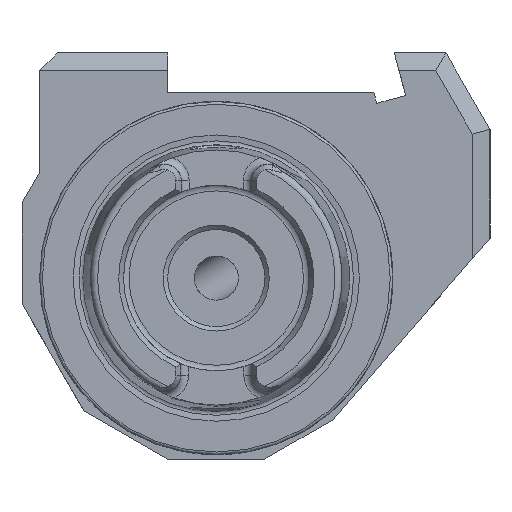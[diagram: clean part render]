
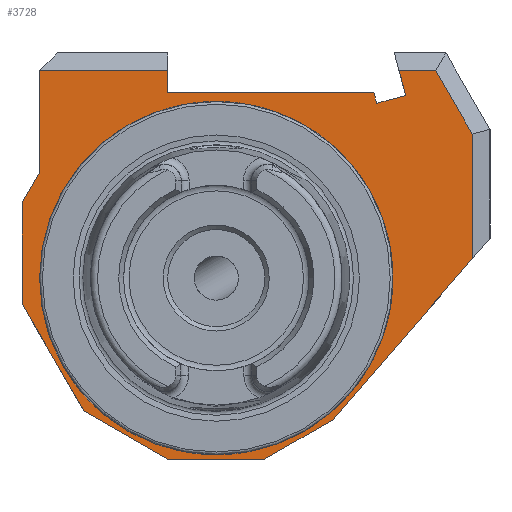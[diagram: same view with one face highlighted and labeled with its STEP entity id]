
A CAD part, left-side view. The second image highlights one B-rep face of the part: STEP entity #3728.
In plain terms, the highlighted planar face has unit normal (-1, 0, 0).
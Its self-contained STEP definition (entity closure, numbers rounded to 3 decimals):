
#130 = VECTOR ( 'NONE', #9321, 1000. ) ;
#188 = CARTESIAN_POINT ( 'NONE',  ( 35., 2.5, 23.5 ) ) ;
#416 = CARTESIAN_POINT ( 'NONE',  ( 35., 20., 12. ) ) ;
#463 = EDGE_CURVE ( 'NONE', #11813, #4475, #4414, .T. ) ;
#523 = CARTESIAN_POINT ( 'NONE',  ( 35., -18.174, 19.79 ) ) ;
#623 = EDGE_CURVE ( 'NONE', #5858, #5858, #7139, .T. ) ;
#654 = LINE ( 'NONE', #13438, #9810 ) ;
#667 = VERTEX_POINT ( 'NONE', #2207 ) ;
#709 = ORIENTED_EDGE ( 'NONE', *, *, #9221, .T. ) ;
#767 = VERTEX_POINT ( 'NONE', #2960 ) ;
#921 = ORIENTED_EDGE ( 'NONE', *, *, #2891, .T. ) ;
#942 = LINE ( 'NONE', #2691, #11060 ) ;
#944 = CARTESIAN_POINT ( 'NONE',  ( 35., -14.433, -14.649 ) ) ;
#1028 = ORIENTED_EDGE ( 'NONE', *, *, #12460, .T. ) ;
#1135 = VERTEX_POINT ( 'NONE', #11646 ) ;
#1155 = CARTESIAN_POINT ( 'NONE',  ( 35., 18.379, -9.167 ) ) ;
#1273 = ORIENTED_EDGE ( 'NONE', *, *, #2434, .T. ) ;
#1303 = FACE_BOUND ( 'NONE', #2342, .T. ) ;
#1356 = DIRECTION ( 'NONE',  ( 0., 0., -1. ) ) ;
#1703 = EDGE_CURVE ( 'NONE', #1726, #2994, #10253, .T. ) ;
#1726 = VERTEX_POINT ( 'NONE', #13092 ) ;
#1731 = DIRECTION ( 'NONE',  ( 0., 0.259, 0.966 ) ) ;
#1799 = EDGE_CURVE ( 'NONE', #7807, #6066, #942, .T. ) ;
#1831 = VERTEX_POINT ( 'NONE', #11346 ) ;
#1873 = DIRECTION ( 'NONE',  ( 0., 0., -1. ) ) ;
#1891 = ORIENTED_EDGE ( 'NONE', *, *, #4317, .T. ) ;
#1981 = ORIENTED_EDGE ( 'NONE', *, *, #2048, .T. ) ;
#2004 = DIRECTION ( 'NONE',  ( 0., 0., 1. ) ) ;
#2047 = LINE ( 'NONE', #8523, #11867 ) ;
#2048 = EDGE_CURVE ( 'NONE', #7636, #13458, #6136, .T. ) ;
#2058 = CARTESIAN_POINT ( 'NONE',  ( 35., 12.125, -16.671 ) ) ;
#2168 = ORIENTED_EDGE ( 'NONE', *, *, #4732, .T. ) ;
#2207 = CARTESIAN_POINT ( 'NONE',  ( 35., 5.493, -20.5 ) ) ;
#2342 = EDGE_LOOP ( 'NONE', ( #12580 ) ) ;
#2434 = EDGE_CURVE ( 'NONE', #1135, #6086, #13144, .T. ) ;
#2532 = EDGE_CURVE ( 'NONE', #1831, #11813, #2047, .T. ) ;
#2660 = EDGE_CURVE ( 'NONE', #6066, #1726, #12019, .T. ) ;
#2691 = CARTESIAN_POINT ( 'NONE',  ( 35., -21.737, 6.494 ) ) ;
#2890 = DIRECTION ( 'NONE',  ( 0., -0.259, -0.966 ) ) ;
#2891 = EDGE_CURVE ( 'NONE', #8651, #12135, #8078, .T. ) ;
#2916 = EDGE_CURVE ( 'NONE', #3843, #3078, #10879, .T. ) ;
#2960 = CARTESIAN_POINT ( 'NONE',  ( 35., 22., 8.536 ) ) ;
#2994 = VERTEX_POINT ( 'NONE', #11172 ) ;
#3078 = VERTEX_POINT ( 'NONE', #13013 ) ;
#3118 = VECTOR ( 'NONE', #11513, 1000. ) ;
#3183 = DIRECTION ( 'NONE',  ( 0., 0., -1. ) ) ;
#3452 = LINE ( 'NONE', #2058, #6543 ) ;
#3556 = CARTESIAN_POINT ( 'NONE',  ( 35., 0., -17.5 ) ) ;
#3728 = ADVANCED_FACE ( 'NONE', ( #9962, #1303 ), #6470, .F. ) ;
#3843 = VERTEX_POINT ( 'NONE', #9676 ) ;
#4153 = ORIENTED_EDGE ( 'NONE', *, *, #2532, .T. ) ;
#4264 = DIRECTION ( 'NONE',  ( 0., 1., 0. ) ) ;
#4317 = EDGE_CURVE ( 'NONE', #13458, #667, #3452, .T. ) ;
#4375 = VECTOR ( 'NONE', #8405, 1000. ) ;
#4400 = VECTOR ( 'NONE', #10744, 1000. ) ;
#4414 = LINE ( 'NONE', #944, #7476 ) ;
#4475 = VERTEX_POINT ( 'NONE', #11305 ) ;
#4519 = CARTESIAN_POINT ( 'NONE',  ( 35., 2.5, 21. ) ) ;
#4732 = EDGE_CURVE ( 'NONE', #2994, #8651, #7521, .T. ) ;
#4812 = EDGE_CURVE ( 'NONE', #3078, #7807, #11628, .T. ) ;
#4828 = AXIS2_PLACEMENT_3D ( 'NONE', #6452, #6412, #1356 ) ;
#4922 = CARTESIAN_POINT ( 'NONE',  ( 35., 20.821, 10.578 ) ) ;
#5167 = VECTOR ( 'NONE', #10759, 1000. ) ;
#5231 = DIRECTION ( 'NONE',  ( 0., -0.866, -0.5 ) ) ;
#5262 = ORIENTED_EDGE ( 'NONE', *, *, #4812, .T. ) ;
#5355 = VECTOR ( 'NONE', #7083, 1000. ) ;
#5565 = CARTESIAN_POINT ( 'NONE',  ( 35., 15.007, -15.007 ) ) ;
#5858 = VERTEX_POINT ( 'NONE', #3556 ) ;
#6066 = VERTEX_POINT ( 'NONE', #11233 ) ;
#6086 = VERTEX_POINT ( 'NONE', #9080 ) ;
#6136 = LINE ( 'NONE', #1155, #10902 ) ;
#6385 = VECTOR ( 'NONE', #4264, 1000. ) ;
#6412 = DIRECTION ( 'NONE',  ( 1., 0., 0. ) ) ;
#6452 = CARTESIAN_POINT ( 'NONE',  ( 35., 0., 0. ) ) ;
#6470 = PLANE ( 'NONE',  #6661 ) ;
#6481 = VECTOR ( 'NONE', #2004, 1000. ) ;
#6543 = VECTOR ( 'NONE', #5231, 1000. ) ;
#6661 = AXIS2_PLACEMENT_3D ( 'NONE', #9545, #10549, #3183 ) ;
#7083 = DIRECTION ( 'NONE',  ( 0., 0.5, -0.866 ) ) ;
#7139 = CIRCLE ( 'NONE', #4828, 17.5 ) ;
#7201 = CARTESIAN_POINT ( 'NONE',  ( 35., -29., 0. ) ) ;
#7476 = VECTOR ( 'NONE', #8424, 1000. ) ;
#7521 = LINE ( 'NONE', #188, #6385 ) ;
#7636 = VERTEX_POINT ( 'NONE', #9607 ) ;
#7807 = VERTEX_POINT ( 'NONE', #523 ) ;
#7855 = ORIENTED_EDGE ( 'NONE', *, *, #9187, .T. ) ;
#7956 = CARTESIAN_POINT ( 'NONE',  ( 35., -25.021, 7.374 ) ) ;
#8078 = LINE ( 'NONE', #11265, #9231 ) ;
#8118 = LINE ( 'NONE', #8360, #130 ) ;
#8305 = DIRECTION ( 'NONE',  ( 0., 0., -1. ) ) ;
#8360 = CARTESIAN_POINT ( 'NONE',  ( 35., 2.5, 23.5 ) ) ;
#8405 = DIRECTION ( 'NONE',  ( 0., 0.5, 0.866 ) ) ;
#8424 = DIRECTION ( 'NONE',  ( 0., -0.654, 0.756 ) ) ;
#8523 = CARTESIAN_POINT ( 'NONE',  ( 35., -8.375, -18.836 ) ) ;
#8651 = VERTEX_POINT ( 'NONE', #10401 ) ;
#8678 = ORIENTED_EDGE ( 'NONE', *, *, #2916, .T. ) ;
#8791 = VECTOR ( 'NONE', #11985, 1000. ) ;
#9080 = CARTESIAN_POINT ( 'NONE',  ( 35., -24.845, 23.5 ) ) ;
#9181 = CARTESIAN_POINT ( 'NONE',  ( 35., -13.243, -16.026 ) ) ;
#9187 = EDGE_CURVE ( 'NONE', #6086, #3843, #8118, .T. ) ;
#9221 = EDGE_CURVE ( 'NONE', #4475, #1135, #10914, .T. ) ;
#9231 = VECTOR ( 'NONE', #1873, 1000. ) ;
#9288 = CARTESIAN_POINT ( 'NONE',  ( 35., 2.5, -20.5 ) ) ;
#9321 = DIRECTION ( 'NONE',  ( 0., 1., 0. ) ) ;
#9505 = DIRECTION ( 'NONE',  ( 0., -0.5, -0.866 ) ) ;
#9545 = CARTESIAN_POINT ( 'NONE',  ( 35., 2.5, 0. ) ) ;
#9577 = DIRECTION ( 'NONE',  ( 0., -0.866, 0.5 ) ) ;
#9579 = CARTESIAN_POINT ( 'NONE',  ( 35., 6.063, 13.296 ) ) ;
#9607 = CARTESIAN_POINT ( 'NONE',  ( 35., 22., -2.895 ) ) ;
#9676 = CARTESIAN_POINT ( 'NONE',  ( 35., -20.7, 23.5 ) ) ;
#9760 = ORIENTED_EDGE ( 'NONE', *, *, #2660, .T. ) ;
#9810 = VECTOR ( 'NONE', #8305, 1000. ) ;
#9878 = CARTESIAN_POINT ( 'NONE',  ( 35., 5.5, 0. ) ) ;
#9962 = FACE_OUTER_BOUND ( 'NONE', #10647, .T. ) ;
#10253 = LINE ( 'NONE', #9878, #4400 ) ;
#10401 = CARTESIAN_POINT ( 'NONE',  ( 35., 20., 23.5 ) ) ;
#10549 = DIRECTION ( 'NONE',  ( 1., 0., 0. ) ) ;
#10581 = ORIENTED_EDGE ( 'NONE', *, *, #12316, .T. ) ;
#10647 = EDGE_LOOP ( 'NONE', ( #11446, #2168, #921, #10581, #11075, #1981, #1891, #1028, #4153, #13027, #709, #1273, #7855, #8678, #5262, #11203, #9760 ) ) ;
#10708 = EDGE_CURVE ( 'NONE', #767, #7636, #654, .T. ) ;
#10744 = DIRECTION ( 'NONE',  ( 0., 0., 1. ) ) ;
#10759 = DIRECTION ( 'NONE',  ( 0., 1., 0. ) ) ;
#10879 = LINE ( 'NONE', #7956, #11385 ) ;
#10902 = VECTOR ( 'NONE', #9505, 1000. ) ;
#10914 = LINE ( 'NONE', #7201, #6481 ) ;
#11060 = VECTOR ( 'NONE', #1731, 1000. ) ;
#11075 = ORIENTED_EDGE ( 'NONE', *, *, #10708, .T. ) ;
#11172 = CARTESIAN_POINT ( 'NONE',  ( 35., 5.5, 23.5 ) ) ;
#11203 = ORIENTED_EDGE ( 'NONE', *, *, #1799, .T. ) ;
#11233 = CARTESIAN_POINT ( 'NONE',  ( 35., -17.85, 21. ) ) ;
#11265 = CARTESIAN_POINT ( 'NONE',  ( 35., 20., 0. ) ) ;
#11305 = CARTESIAN_POINT ( 'NONE',  ( 35., -29., 2.188 ) ) ;
#11346 = CARTESIAN_POINT ( 'NONE',  ( 35., -5.493, -20.5 ) ) ;
#11385 = VECTOR ( 'NONE', #2890, 1000. ) ;
#11446 = ORIENTED_EDGE ( 'NONE', *, *, #1703, .T. ) ;
#11484 = CARTESIAN_POINT ( 'NONE',  ( 35., -28.185, 17.716 ) ) ;
#11513 = DIRECTION ( 'NONE',  ( 0., 0.966, -0.259 ) ) ;
#11628 = LINE ( 'NONE', #9579, #3118 ) ;
#11646 = CARTESIAN_POINT ( 'NONE',  ( 35., -29., 16.304 ) ) ;
#11813 = VERTEX_POINT ( 'NONE', #9181 ) ;
#11867 = VECTOR ( 'NONE', #9577, 1000. ) ;
#11901 = LINE ( 'NONE', #9288, #8791 ) ;
#11985 = DIRECTION ( 'NONE',  ( 0., -1., 0. ) ) ;
#12019 = LINE ( 'NONE', #4519, #5167 ) ;
#12135 = VERTEX_POINT ( 'NONE', #416 ) ;
#12316 = EDGE_CURVE ( 'NONE', #12135, #767, #12701, .T. ) ;
#12460 = EDGE_CURVE ( 'NONE', #667, #1831, #11901, .T. ) ;
#12580 = ORIENTED_EDGE ( 'NONE', *, *, #623, .T. ) ;
#12701 = LINE ( 'NONE', #4922, #5355 ) ;
#13013 = CARTESIAN_POINT ( 'NONE',  ( 35., -21.459, 20.67 ) ) ;
#13027 = ORIENTED_EDGE ( 'NONE', *, *, #463, .T. ) ;
#13092 = CARTESIAN_POINT ( 'NONE',  ( 35., 5.5, 21. ) ) ;
#13144 = LINE ( 'NONE', #11484, #4375 ) ;
#13438 = CARTESIAN_POINT ( 'NONE',  ( 35., 22., 0. ) ) ;
#13458 = VERTEX_POINT ( 'NONE', #5565 ) ;
